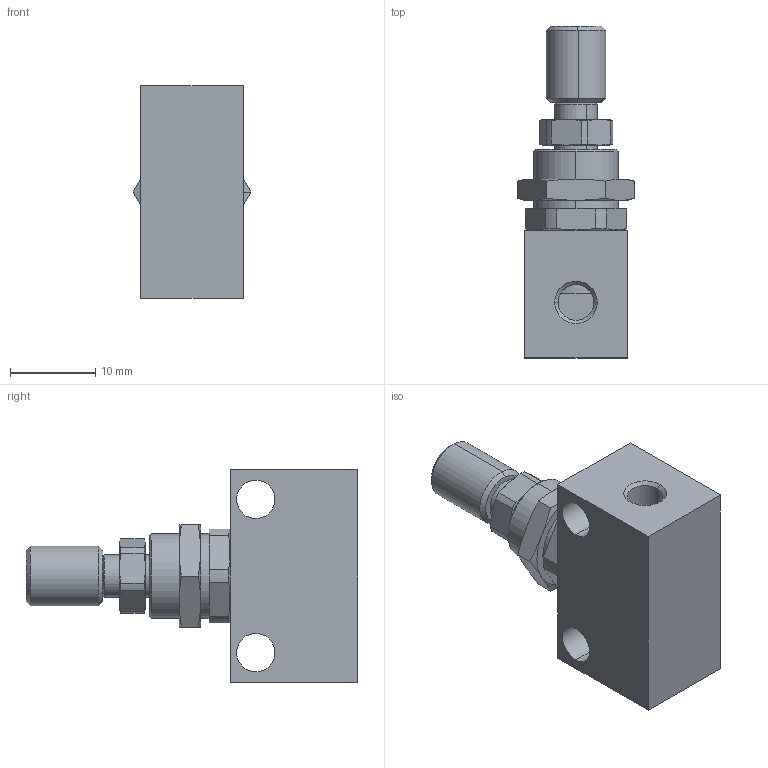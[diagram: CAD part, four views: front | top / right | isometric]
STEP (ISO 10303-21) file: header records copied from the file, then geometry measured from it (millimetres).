
FILE_DESCRIPTION (( 'STEP AP214' ), '1' );
FILE_NAME ('12_049_4.STEP', '2016-10-03T07:12:11', ( '' ), ( '' ), 'SwSTEP 2.0', 'SolidWorks 2016', '' );
FILE_SCHEMA (( 'AUTOMOTIVE_DESIGN' ));
Length unit declared in the file: millimetre
Products named in the file (1): 12_049_4
Bounding box: 13.86 x 39 x 25 mm (x, y, z)
Volume: 5364.4 mm3; surface area: 3060.3 mm2
Topology: 1 solids, 1 shells, 109 faces, 252 edges, 155 vertices
Faces by surface type: cone 42, plane 35, cylinder 32
Entity records: 4163 total; most frequent: CARTESIAN_POINT 714, DIRECTION 522, ORIENTED_EDGE 504, EDGE_CURVE 252, AXIS2_PLACEMENT_3D 217, VERTEX_POINT 155, EDGE_LOOP 123, ADVANCED_FACE 109
